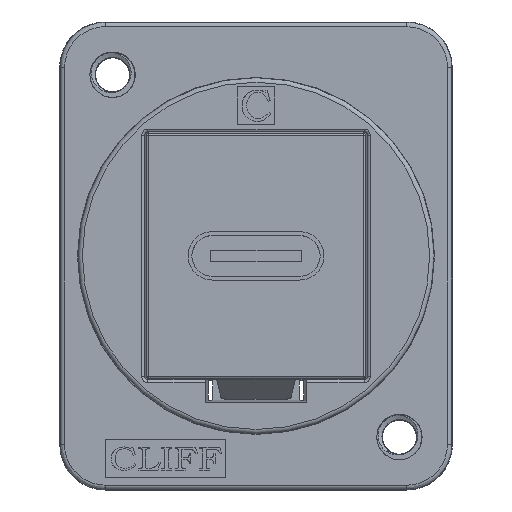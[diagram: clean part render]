
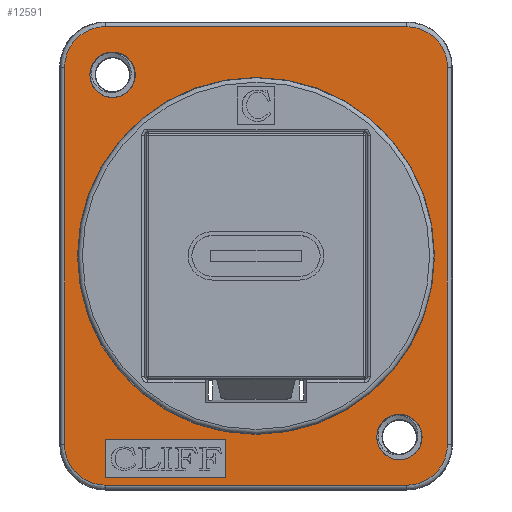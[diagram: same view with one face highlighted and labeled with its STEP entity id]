
A CAD part, top view. The second image highlights one B-rep face of the part: STEP entity #12591.
In plain terms, the highlighted planar face has unit normal (0, 0, 1).
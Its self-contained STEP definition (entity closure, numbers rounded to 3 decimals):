
#53=ELLIPSE('',#13342,2.7,2.7);
#54=ELLIPSE('',#13343,2.7,2.7);
#55=ELLIPSE('',#13344,2.7,2.7);
#56=ELLIPSE('',#13345,2.7,2.7);
#501=FACE_BOUND('',#4772,.T.);
#502=FACE_BOUND('',#4773,.T.);
#503=FACE_BOUND('',#4774,.T.);
#504=FACE_BOUND('',#4775,.T.);
#912=PLANE('',#13341);
#2112=LINE('',#21672,#3369);
#2116=LINE('',#21680,#3373);
#2119=LINE('',#21686,#3376);
#2122=LINE('',#21691,#3379);
#2156=LINE('',#21796,#3413);
#2157=LINE('',#21800,#3414);
#2158=LINE('',#21804,#3415);
#2159=LINE('',#21807,#3416);
#3369=VECTOR('',#15866,2.5);
#3373=VECTOR('',#15872,8.);
#3376=VECTOR('',#15877,2.5);
#3379=VECTOR('',#15882,8.);
#3413=VECTOR('',#15976,24.965);
#3414=VECTOR('',#15979,19.965);
#3415=VECTOR('',#15982,24.965);
#3416=VECTOR('',#15985,19.965);
#4104=FACE_OUTER_BOUND('',#4771,.T.);
#4771=EDGE_LOOP('',(#11067,#11068,#11069,#11070,#11071,#11072,#11073,#11074));
#4772=EDGE_LOOP('',(#11075));
#4773=EDGE_LOOP('',(#11076));
#4774=EDGE_LOOP('',(#11077,#11078,#11079,#11080));
#4775=EDGE_LOOP('',(#11081));
#4854=CIRCLE('',#12733,1.5);
#4856=CIRCLE('',#12736,1.5);
#4941=CIRCLE('',#13137,11.823);
#5060=VERTEX_POINT('',#16326);
#5062=VERTEX_POINT('',#16332);
#5718=VERTEX_POINT('',#19598);
#6031=VERTEX_POINT('',#21670);
#6032=VERTEX_POINT('',#21671);
#6035=VERTEX_POINT('',#21679);
#6037=VERTEX_POINT('',#21685);
#6064=VERTEX_POINT('',#21792);
#6065=VERTEX_POINT('',#21793);
#6066=VERTEX_POINT('',#21795);
#6067=VERTEX_POINT('',#21797);
#6068=VERTEX_POINT('',#21799);
#6069=VERTEX_POINT('',#21801);
#6070=VERTEX_POINT('',#21803);
#6071=VERTEX_POINT('',#21805);
#6224=EDGE_CURVE('',#5060,#5060,#4854,.T.);
#6227=EDGE_CURVE('',#5062,#5062,#4856,.T.);
#7215=EDGE_CURVE('',#5718,#5718,#4941,.T.);
#7704=EDGE_CURVE('',#6031,#6032,#2112,.T.);
#7708=EDGE_CURVE('',#6035,#6031,#2116,.T.);
#7711=EDGE_CURVE('',#6037,#6035,#2119,.T.);
#7714=EDGE_CURVE('',#6032,#6037,#2122,.T.);
#7761=EDGE_CURVE('',#6064,#6065,#53,.T.);
#7762=EDGE_CURVE('',#6066,#6064,#2156,.T.);
#7763=EDGE_CURVE('',#6067,#6066,#54,.T.);
#7764=EDGE_CURVE('',#6068,#6067,#2157,.T.);
#7765=EDGE_CURVE('',#6069,#6068,#55,.T.);
#7766=EDGE_CURVE('',#6070,#6069,#2158,.T.);
#7767=EDGE_CURVE('',#6071,#6070,#56,.T.);
#7768=EDGE_CURVE('',#6065,#6071,#2159,.T.);
#11067=ORIENTED_EDGE('',*,*,#7761,.F.);
#11068=ORIENTED_EDGE('',*,*,#7762,.F.);
#11069=ORIENTED_EDGE('',*,*,#7763,.F.);
#11070=ORIENTED_EDGE('',*,*,#7764,.F.);
#11071=ORIENTED_EDGE('',*,*,#7765,.F.);
#11072=ORIENTED_EDGE('',*,*,#7766,.F.);
#11073=ORIENTED_EDGE('',*,*,#7767,.F.);
#11074=ORIENTED_EDGE('',*,*,#7768,.F.);
#11075=ORIENTED_EDGE('',*,*,#6224,.T.);
#11076=ORIENTED_EDGE('',*,*,#6227,.T.);
#11077=ORIENTED_EDGE('',*,*,#7704,.T.);
#11078=ORIENTED_EDGE('',*,*,#7714,.T.);
#11079=ORIENTED_EDGE('',*,*,#7711,.T.);
#11080=ORIENTED_EDGE('',*,*,#7708,.T.);
#11081=ORIENTED_EDGE('',*,*,#7215,.T.);
#12591=ADVANCED_FACE('',(#4104,#501,#502,#503,#504),#912,.T.);
#12733=AXIS2_PLACEMENT_3D('',#16327,#13602,#13603);
#12736=AXIS2_PLACEMENT_3D('',#16333,#13609,#13610);
#13137=AXIS2_PLACEMENT_3D('',#19599,#15184,#15185);
#13341=AXIS2_PLACEMENT_3D('',#21791,#15972,#15973);
#13342=AXIS2_PLACEMENT_3D('',#21794,#15974,#15975);
#13343=AXIS2_PLACEMENT_3D('',#21798,#15977,#15978);
#13344=AXIS2_PLACEMENT_3D('',#21802,#15980,#15981);
#13345=AXIS2_PLACEMENT_3D('',#21806,#15983,#15984);
#13602=DIRECTION('center_axis',(0.,0.,
-1.));
#13603=DIRECTION('ref_axis',(1.,0.,0.));
#13609=DIRECTION('center_axis',(0.,0.,
-1.));
#13610=DIRECTION('ref_axis',(1.,0.,0.));
#15184=DIRECTION('center_axis',(0.,0.,
-1.));
#15185=DIRECTION('ref_axis',(-1.,0.,0.));
#15866=DIRECTION('',(0.,1.,0.));
#15872=DIRECTION('',(-1.,0.,0.));
#15877=DIRECTION('',(0.,-1.,0.));
#15882=DIRECTION('',(1.,0.,0.));
#15972=DIRECTION('center_axis',(0.,0.,
1.));
#15973=DIRECTION('ref_axis',(1.,0.,0.));
#15974=DIRECTION('center_axis',(0.,0.,
-1.));
#15975=DIRECTION('ref_axis',(-0.707,0.707,0.));
#15976=DIRECTION('',(0.,1.,0.));
#15977=DIRECTION('center_axis',(0.,0.,
-1.));
#15978=DIRECTION('ref_axis',(-0.707,-0.707,0.));
#15979=DIRECTION('',(-1.,0.,0.));
#15980=DIRECTION('center_axis',(0.,0.,
-1.));
#15981=DIRECTION('ref_axis',(0.707,-0.707,0.));
#15982=DIRECTION('',(0.,-1.,0.));
#15983=DIRECTION('center_axis',(0.,0.,
-1.));
#15984=DIRECTION('ref_axis',(0.707,0.707,0.));
#15985=DIRECTION('',(1.,0.,0.));
#16326=CARTESIAN_POINT('',(4.402,-36.018,-25.787));
#16327=CARTESIAN_POINT('Origin',(5.902,-36.018,-25.787));
#16332=CARTESIAN_POINT('',(-14.598,-12.018,-25.787));
#16333=CARTESIAN_POINT('Origin',(-13.098,-12.018,-25.787));
#19598=CARTESIAN_POINT('',(8.224,-24.018,-25.787));
#19599=CARTESIAN_POINT('Origin',(-3.598,-24.018,-25.787));
#21670=CARTESIAN_POINT('',(-13.598,-38.701,-25.787));
#21671=CARTESIAN_POINT('',(-13.598,-36.201,-25.787));
#21672=CARTESIAN_POINT('',(-13.598,-31.359,-25.787));
#21679=CARTESIAN_POINT('',(-5.598,-38.701,-25.787));
#21680=CARTESIAN_POINT('',(-4.598,-38.701,-25.787));
#21685=CARTESIAN_POINT('',(-5.598,-36.201,-25.787));
#21686=CARTESIAN_POINT('',(-5.598,-30.109,-25.787));
#21691=CARTESIAN_POINT('',(-8.598,-36.201,-25.787));
#21791=CARTESIAN_POINT('Origin',(-3.598,-24.018,-25.787));
#21792=CARTESIAN_POINT('',(-16.281,-11.535,-25.787));
#21793=CARTESIAN_POINT('',(-13.581,-8.836,-25.787));
#21794=CARTESIAN_POINT('Origin',(-13.581,-11.536,-25.787));
#21795=CARTESIAN_POINT('',(-16.281,-36.501,-25.787));
#21796=CARTESIAN_POINT('',(-16.281,-31.768,-25.787));
#21797=CARTESIAN_POINT('',(-13.581,-39.201,-25.787));
#21798=CARTESIAN_POINT('Origin',(-13.581,-36.501,-25.787));
#21799=CARTESIAN_POINT('',(6.384,-39.201,-25.787));
#21800=CARTESIAN_POINT('',(2.902,-39.201,-25.787));
#21801=CARTESIAN_POINT('',(9.084,-36.501,-25.787));
#21802=CARTESIAN_POINT('Origin',(6.384,-36.501,-25.787));
#21803=CARTESIAN_POINT('',(9.084,-11.535,-25.787));
#21804=CARTESIAN_POINT('',(9.084,-16.268,-25.787));
#21805=CARTESIAN_POINT('',(6.384,-8.836,-25.787));
#21806=CARTESIAN_POINT('Origin',(6.384,-11.536,-25.787));
#21807=CARTESIAN_POINT('',(-10.098,-8.836,-25.787));
